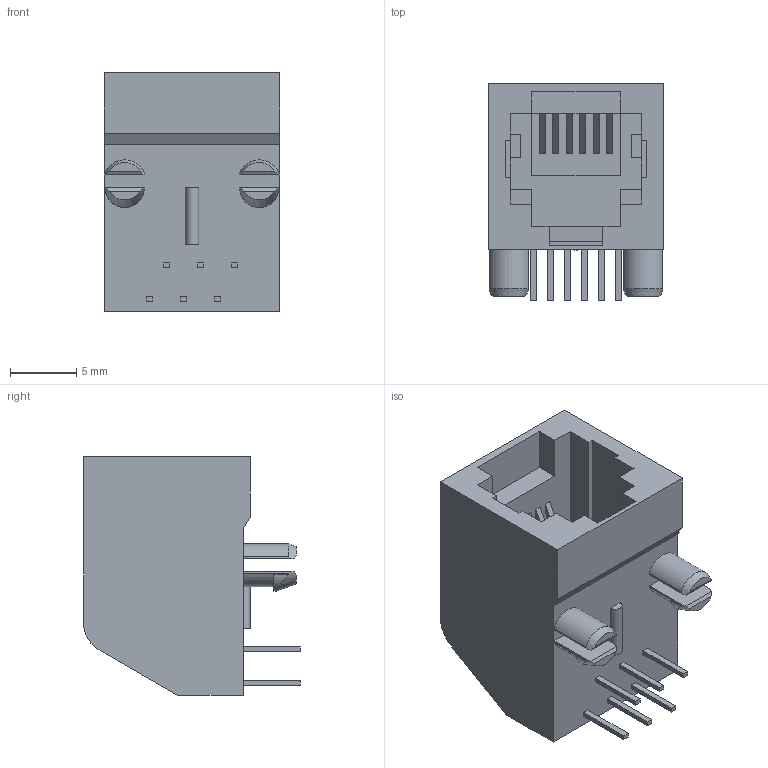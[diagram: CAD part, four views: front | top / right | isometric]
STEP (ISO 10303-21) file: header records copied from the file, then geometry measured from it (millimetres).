
FILE_DESCRIPTION((''),'2;1');
FILE_NAME('C-5555165-1','2011-07-07T',('workeradm'),(''),'PRO/ENGINEER BY PARAMETRIC TECHNOLOGY CORPORATION, 2010430','PRO/ENGINEER BY PARAMETRIC TECHNOLOGY CORPORATION, 2010430','');
FILE_SCHEMA(('AUTOMOTIVE_DESIGN { 1 0 10303 214 1 1 1 1 }'));
Length unit declared in the file: millimetre
Products named in the file (1): C-5555165-1
Bounding box: 13.28 x 16.38 x 18.03 mm (x, y, z)
Volume: 1742.5 mm3; surface area: 1912.9 mm2
Topology: 1 solids, 1 shells, 149 faces, 403 edges, 268 vertices
Faces by surface type: plane 137, cylinder 8, cone 4
Entity records: 4854 total; most frequent: CARTESIAN_POINT 918, ORIENTED_EDGE 806, DIRECTION 697, EDGE_CURVE 403, VECTOR 355, LINE 355, VERTEX_POINT 268, EDGE_LOOP 173
